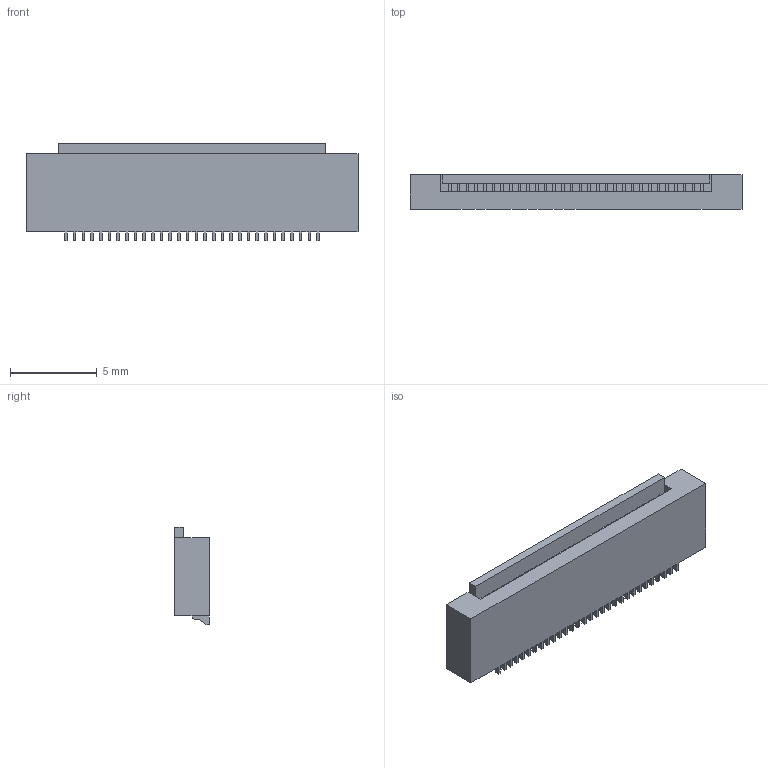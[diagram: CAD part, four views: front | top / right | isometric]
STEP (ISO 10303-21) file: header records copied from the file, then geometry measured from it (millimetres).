
FILE_DESCRIPTION((''),'2;1');
FILE_NAME('30PIN_A30','2012-09-04T',('Administrator'),(''),'PRO/ENGINEER BY PARAMETRIC TECHNOLOGY CORPORATION, 2008230','PRO/ENGINEER BY PARAMETRIC TECHNOLOGY CORPORATION, 2008230','');
FILE_SCHEMA(('AUTOMOTIVE_DESIGN_CC2 { 1 2 10303 214 -1 1 5 2 }'));
Length unit declared in the file: millimetre
Products named in the file (1): 30PIN_A30
Bounding box: 19.1 x 2 x 5.6 mm (x, y, z)
Volume: 153 mm3; surface area: 438.6 mm2
Topology: 1 solids, 1 shells, 296 faces, 1230 edges, 882 vertices
Faces by surface type: plane 266, extrusion 30
Entity records: 13107 total; most frequent: CARTESIAN_POINT 2479, ORIENTED_EDGE 1972, DIRECTION 1794, VECTOR 1200, LINE 1170, EDGE_CURVE 986, VERTEX_POINT 638, EDGE_LOOP 300
